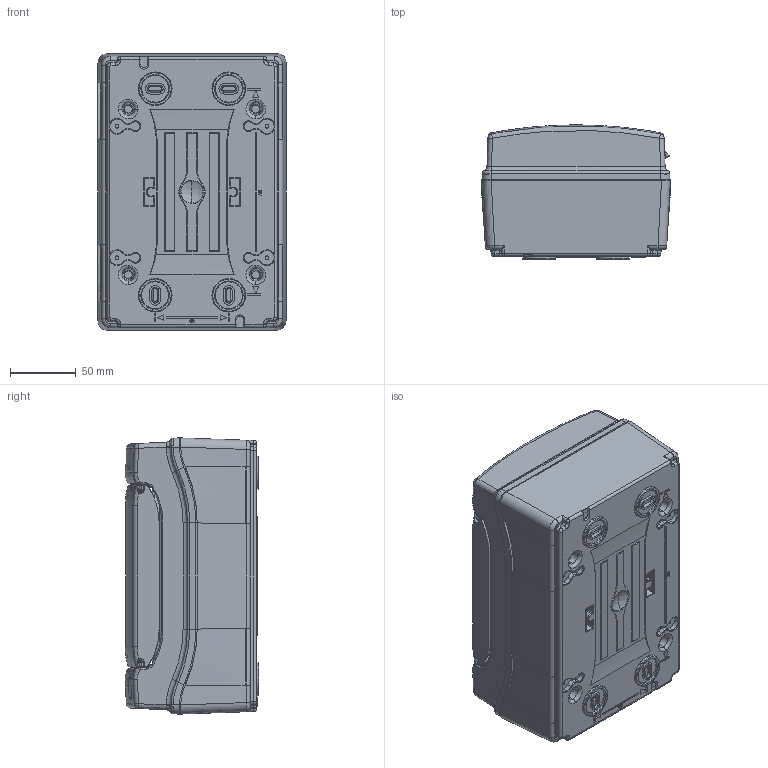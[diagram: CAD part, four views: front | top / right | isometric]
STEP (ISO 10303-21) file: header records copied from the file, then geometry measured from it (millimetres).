
FILE_DESCRIPTION (( 'STEP AP203' ), '1' );
FILE_NAME ('85604.STEP', '2016-06-14T10:46:03', ( '' ), ( '' ), 'SwSTEP 2.0', 'SolidWorks 2016', '' );
FILE_SCHEMA (( 'CONFIG_CONTROL_DESIGN' ));
Length unit declared in the file: millimetre
Products named in the file (8): coperchio_m3; guarnizione_4m; portella_m3; marchietto; tappo_serratura; 85604; fondo; guida_din_4
Assembly tree (7 placements, depth 2):
  85604
    fondo
    guida_din_4
    coperchio_m3
    guarnizione_4m
    portella_m3
    marchietto
    tappo_serratura
Bounding box: 143 x 101.89 x 210 mm (x, y, z)
Volume: 76050 mm3; surface area: 384858 mm2
Topology: 5 solids, 8 shells, 2886 faces, 7351 edges, 4596 vertices
Faces by surface type: plane 884, bspline 616, cylinder 570, cone 404, torus 382, sphere 30
Entity records: 135468 total; most frequent: CARTESIAN_POINT 71617, ORIENTED_EDGE 14642, DIRECTION 11041, EDGE_CURVE 7339, VERTEX_POINT 4596, AXIS2_PLACEMENT_3D 4145, EDGE_LOOP 3062, ADVANCED_FACE 2886
